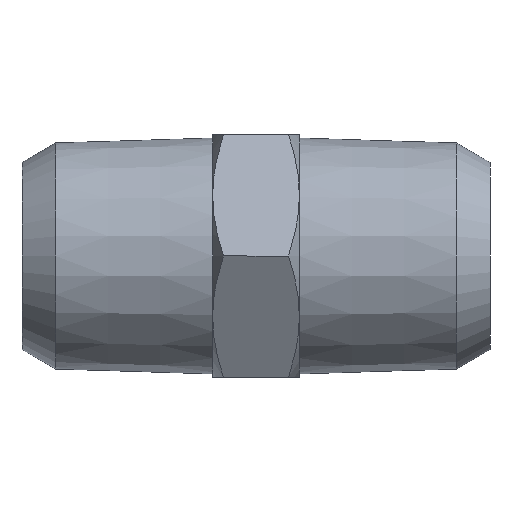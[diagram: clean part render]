
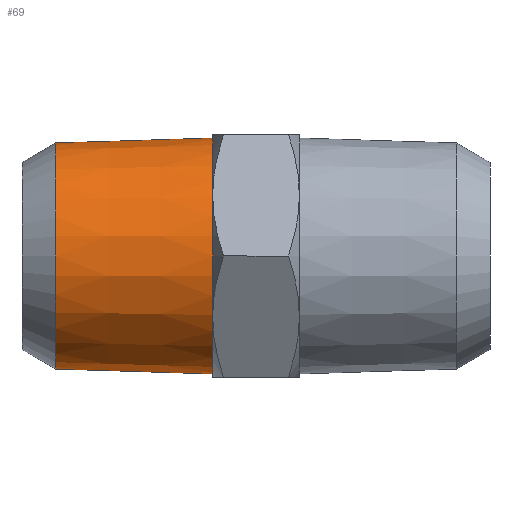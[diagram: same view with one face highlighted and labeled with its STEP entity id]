
A CAD part, left-side view. The second image highlights one B-rep face of the part: STEP entity #69.
In plain terms, the highlighted conical face has half-angle 1.79 degrees and reference radius 6.52 mm.
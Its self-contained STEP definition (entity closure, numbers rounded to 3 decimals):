
#4 = DIRECTION ( 'NONE',  ( 0., 0., -1. ) ) ;
#17 = CARTESIAN_POINT ( 'NONE',  ( 0., 16., 0. ) ) ;
#22 = DIRECTION ( 'NONE',  ( 0., -1., 0. ) ) ;
#52 = CARTESIAN_POINT ( 'NONE',  ( 0., 16., -6.803 ) ) ;
#58 = CARTESIAN_POINT ( 'NONE',  ( 0., 25.06, -6.52 ) ) ;
#69 = ADVANCED_FACE ( 'NONE', ( #778, #766 ), #762, .T. ) ;
#136 = AXIS2_PLACEMENT_3D ( 'NONE', #17, #22, #4 ) ;
#155 = AXIS2_PLACEMENT_3D ( 'NONE', #399, #398, #397 ) ;
#209 = AXIS2_PLACEMENT_3D ( 'NONE', #344, #343, #345 ) ;
#343 = DIRECTION ( 'NONE',  ( 0., -1., 0. ) ) ;
#344 = CARTESIAN_POINT ( 'NONE',  ( 0., 25.06, 0. ) ) ;
#345 = DIRECTION ( 'NONE',  ( 0., 0., -1. ) ) ;
#352 = EDGE_CURVE ( 'NONE', #692, #692, #707, .T. ) ;
#363 = EDGE_CURVE ( 'NONE', #686, #686, #697, .T. ) ;
#397 = DIRECTION ( 'NONE',  ( 0., 0., -1. ) ) ;
#398 = DIRECTION ( 'NONE',  ( 0., -1., 0. ) ) ;
#399 = CARTESIAN_POINT ( 'NONE',  ( 0., 25.06, 0. ) ) ;
#571 = ORIENTED_EDGE ( 'NONE', *, *, #352, .T. ) ;
#603 = EDGE_LOOP ( 'NONE', ( #661 ) ) ;
#620 = EDGE_LOOP ( 'NONE', ( #571 ) ) ;
#661 = ORIENTED_EDGE ( 'NONE', *, *, #363, .F. ) ;
#686 = VERTEX_POINT ( 'NONE', #52 ) ;
#692 = VERTEX_POINT ( 'NONE', #58 ) ;
#697 = CIRCLE ( 'NONE', #136, 6.803 ) ;
#707 = CIRCLE ( 'NONE', #155, 6.52 ) ;
#762 = CONICAL_SURFACE ( 'NONE', #209, 6.52, 0.031 ) ;
#766 = FACE_OUTER_BOUND ( 'NONE', #603, .T. ) ;
#778 = FACE_BOUND ( 'NONE', #620, .T. ) ;
